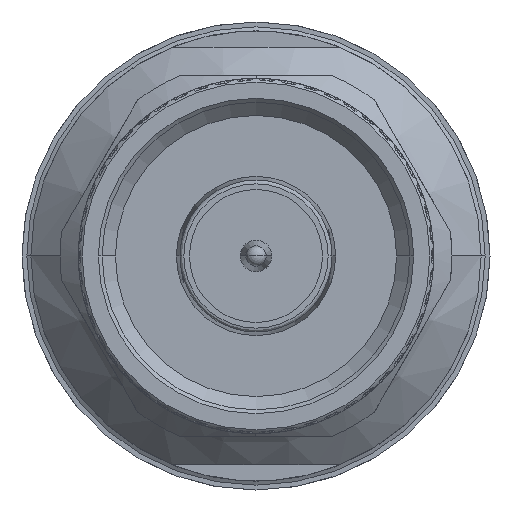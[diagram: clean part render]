
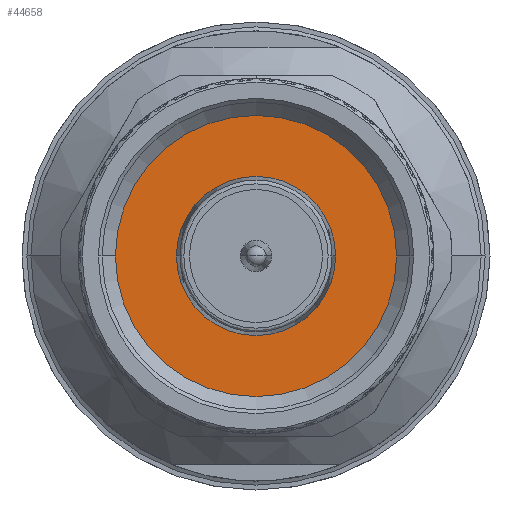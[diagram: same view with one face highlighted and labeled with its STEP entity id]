
A CAD part, left-side view. The second image highlights one B-rep face of the part: STEP entity #44658.
In plain terms, the highlighted planar face has unit normal (-1, 0, 0).
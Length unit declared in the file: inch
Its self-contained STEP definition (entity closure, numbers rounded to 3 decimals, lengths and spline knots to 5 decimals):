
#61 = DIRECTION ( 'NONE',  ( 1., 0., 0. ) ) ;
#169 = DIRECTION ( 'NONE',  ( 0., 0., -1. ) ) ;
#2889 = CIRCLE ( 'NONE', #45926, 0.16505 ) ;
#4278 = FACE_OUTER_BOUND ( 'NONE', #49394, .T. ) ;
#4618 = ORIENTED_EDGE ( 'NONE', *, *, #75922, .T. ) ;
#5642 = AXIS2_PLACEMENT_3D ( 'NONE', #17400, #61, #29724 ) ;
#5787 = DIRECTION ( 'NONE',  ( -1., 0., 0. ) ) ;
#6266 = DIRECTION ( 'NONE',  ( 0., 0., -1. ) ) ;
#9489 = VERTEX_POINT ( 'NONE', #37870 ) ;
#9863 = AXIS2_PLACEMENT_3D ( 'NONE', #71667, #41295, #6266 ) ;
#10365 = CARTESIAN_POINT ( 'NONE',  ( 0.33189, 0., 0. ) ) ;
#17400 = CARTESIAN_POINT ( 'NONE',  ( 0.33189, 0., 0. ) ) ;
#22494 = AXIS2_PLACEMENT_3D ( 'NONE', #10365, #34268, #57323 ) ;
#29724 = DIRECTION ( 'NONE',  ( 0., 0., 1. ) ) ;
#29832 = CARTESIAN_POINT ( 'NONE',  ( 0.33189, 0., 0. ) ) ;
#30469 = ORIENTED_EDGE ( 'NONE', *, *, #71306, .F. ) ;
#34072 = EDGE_CURVE ( 'NONE', #9489, #71517, #63386, .T. ) ;
#34268 = DIRECTION ( 'NONE',  ( 1., 0., 0. ) ) ;
#37870 = CARTESIAN_POINT ( 'NONE',  ( 0.33189, 0., 0.29528 ) ) ;
#39401 = ORIENTED_EDGE ( 'NONE', *, *, #67209, .T. ) ;
#40833 = CARTESIAN_POINT ( 'NONE',  ( 0.33189, 0., 0. ) ) ;
#41295 = DIRECTION ( 'NONE',  ( 1., 0., 0. ) ) ;
#42658 = CARTESIAN_POINT ( 'NONE',  ( 0.33189, 0., -0.29528 ) ) ;
#43934 = AXIS2_PLACEMENT_3D ( 'NONE', #40833, #5787, #46962 ) ;
#44658 = ADVANCED_FACE ( 'NONE', ( #48665, #4278 ), #74691, .T. ) ;
#45926 = AXIS2_PLACEMENT_3D ( 'NONE', #29832, #52906, #169 ) ;
#46962 = DIRECTION ( 'NONE',  ( 0., 0., 1. ) ) ;
#48665 = FACE_BOUND ( 'NONE', #58693, .T. ) ;
#49394 = EDGE_LOOP ( 'NONE', ( #30469, #63697 ) ) ;
#52906 = DIRECTION ( 'NONE',  ( 1., 0., 0. ) ) ;
#54399 = CARTESIAN_POINT ( 'NONE',  ( 0.33189, 0., -0.16505 ) ) ;
#54455 = CIRCLE ( 'NONE', #22494, 0.29528 ) ;
#57323 = DIRECTION ( 'NONE',  ( 0., 0., 1. ) ) ;
#58447 = VERTEX_POINT ( 'NONE', #63918 ) ;
#58693 = EDGE_LOOP ( 'NONE', ( #4618, #39401 ) ) ;
#63386 = CIRCLE ( 'NONE', #5642, 0.29528 ) ;
#63697 = ORIENTED_EDGE ( 'NONE', *, *, #34072, .F. ) ;
#63918 = CARTESIAN_POINT ( 'NONE',  ( 0.33189, 0., 0.16505 ) ) ;
#63935 = CIRCLE ( 'NONE', #9863, 0.16505 ) ;
#67209 = EDGE_CURVE ( 'NONE', #74874, #58447, #63935, .T. ) ;
#71306 = EDGE_CURVE ( 'NONE', #71517, #9489, #54455, .T. ) ;
#71517 = VERTEX_POINT ( 'NONE', #42658 ) ;
#71667 = CARTESIAN_POINT ( 'NONE',  ( 0.33189, 0., 0. ) ) ;
#74691 = PLANE ( 'NONE',  #43934 ) ;
#74874 = VERTEX_POINT ( 'NONE', #54399 ) ;
#75922 = EDGE_CURVE ( 'NONE', #58447, #74874, #2889, .T. ) ;
